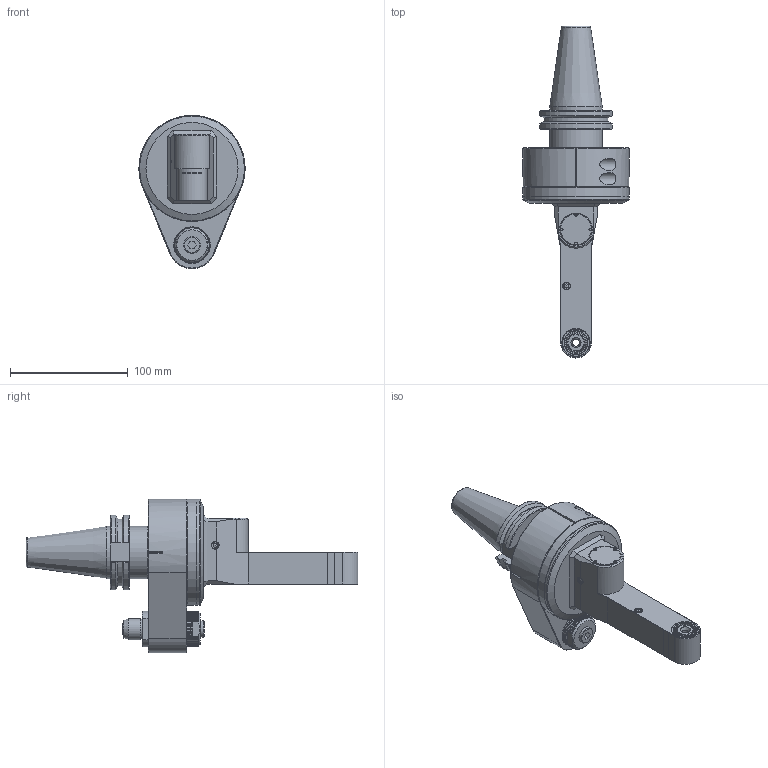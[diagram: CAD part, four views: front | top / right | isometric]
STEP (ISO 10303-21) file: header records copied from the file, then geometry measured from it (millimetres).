
FILE_DESCRIPTION(/* description */ (''),/* implementation_level */ '2;1');
FILE_NAME(/* name */ '9.GR9.05000-12C40.stp',/* time_stamp */ '2025-12-17T09:32:06-05:00',/* author */ ('jkrenzer'),/* organization */ (''),/* preprocessor_version */ 'ST-DEVELOPER v20',/* originating_system */ 'Autodesk Inventor 2025',/* authorisation */ '');
FILE_SCHEMA (('AUTOMOTIVE_DESIGN { 1 0 10303 214 3 1 1 }'));
Length unit declared in the file: inch
Products named in the file (3): 9.GR9.05000-12C40; GR9-5; 9_GA1_446_1 (Classic, Type 1, Cat40, 65mm)
Assembly tree (2 placements, depth 2):
  9.GR9.05000-12C40
    GR9-5
    9_GA1_446_1 (Classic, Type 1, Cat40, 65mm)
Bounding box: 90 x 281.4 x 130 mm (x, y, z)
Volume: 562971.5 mm3; surface area: 130871.3 mm2
Topology: 5 solids, 7 shells, 1525 faces, 3951 edges, 2568 vertices
Faces by surface type: plane 891, cylinder 296, cone 252, bspline 56, torus 28, sphere 2
Full cylindrical faces by diameter (mm): 1.2 x6, 2 x4, 2.1 x4, 3 x7, 3.3 x8, 4 x3, 4.2 x6, 5 x6, 5.7 x13, 6 x28, 6.1 x2, 6.5 x1, 7 x2, 7.5 x1, 8.5 x1, 10 x5, 10.5 x2, 11 x1, 12 x1, 14 x5, 15 x3, 15.2 x1, 15.875 x1, 16.28 x1, 17 x1, 18 x5, 18.4 x2, 18.5 x1, 19 x1, 20 x3
Entity records: 50316 total; most frequent: CARTESIAN_POINT 12592, ORIENTED_EDGE 7871, DIRECTION 7797, EDGE_CURVE 3937, AXIS2_PLACEMENT_3D 2709, VERTEX_POINT 2568, LINE 2379, VECTOR 2379
